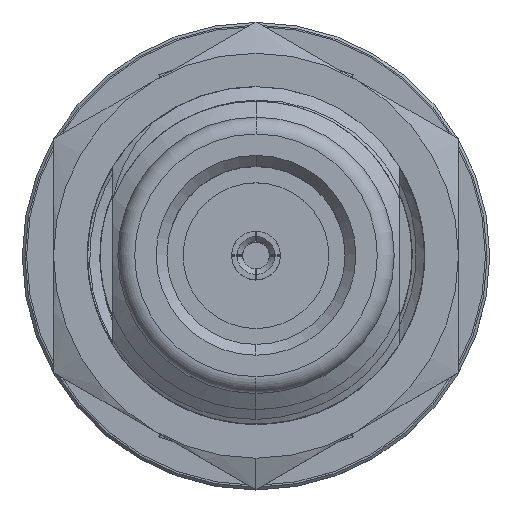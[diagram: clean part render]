
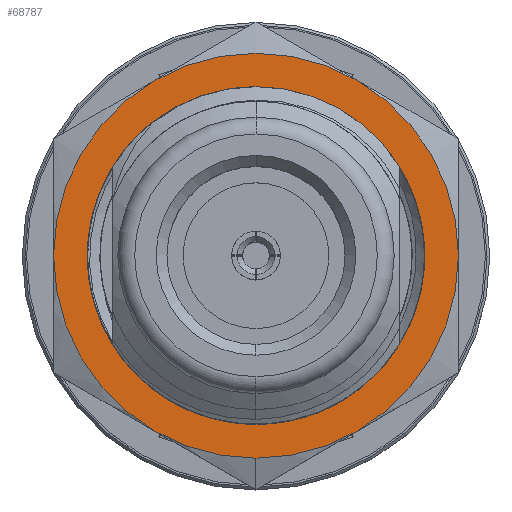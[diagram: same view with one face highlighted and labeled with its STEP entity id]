
A CAD part, top view. The second image highlights one B-rep face of the part: STEP entity #68787.
In plain terms, the highlighted face is planar.
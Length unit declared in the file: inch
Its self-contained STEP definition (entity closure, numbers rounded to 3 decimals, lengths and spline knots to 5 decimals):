
#3835 = DIRECTION ( 'NONE',  ( 0., 0., -1. ) ) ;
#4097 = EDGE_CURVE ( 'NONE', #12222, #109328, #52476, .T. ) ;
#4845 = DIRECTION ( 'NONE',  ( 1., 0., 0. ) ) ;
#8571 = CIRCLE ( 'NONE', #84832, 0.375 ) ;
#8962 = ORIENTED_EDGE ( 'NONE', *, *, #140590, .F. ) ;
#12222 = VERTEX_POINT ( 'NONE', #51087 ) ;
#18391 = CIRCLE ( 'NONE', #110542, 0.375 ) ;
#21698 = DIRECTION ( 'NONE',  ( 0., 0., -1. ) ) ;
#22389 = CIRCLE ( 'NONE', #59195, 0.3125 ) ;
#22810 = CARTESIAN_POINT ( 'NONE',  ( 1.033, 0., 0. ) ) ;
#25924 = DIRECTION ( 'NONE',  ( 0., 0., -1. ) ) ;
#26426 = DIRECTION ( 'NONE',  ( 1., 0., 0. ) ) ;
#27558 = ORIENTED_EDGE ( 'NONE', *, *, #138628, .T. ) ;
#28844 = DIRECTION ( 'NONE',  ( 0., 0., -1. ) ) ;
#30580 = CARTESIAN_POINT ( 'NONE',  ( 1.033, 0., 0. ) ) ;
#30968 = ORIENTED_EDGE ( 'NONE', *, *, #4097, .T. ) ;
#31964 = DIRECTION ( 'NONE',  ( 0., 0., -1. ) ) ;
#33903 = CIRCLE ( 'NONE', #80513, 0.375 ) ;
#34192 = EDGE_CURVE ( 'NONE', #152955, #104555, #40464, .T. ) ;
#34389 = CARTESIAN_POINT ( 'NONE',  ( 1.033, 0., 0. ) ) ;
#35377 = CARTESIAN_POINT ( 'NONE',  ( 1.033, 0., 0. ) ) ;
#40464 = CIRCLE ( 'NONE', #130936, 0.3125 ) ;
#40926 = DIRECTION ( 'NONE',  ( 1., 0., 0. ) ) ;
#42372 = CARTESIAN_POINT ( 'NONE',  ( 1.033, -0.375, 0. ) ) ;
#43931 = FACE_OUTER_BOUND ( 'NONE', #108360, .T. ) ;
#48533 = AXIS2_PLACEMENT_3D ( 'NONE', #108367, #26426, #25924 ) ;
#51087 = CARTESIAN_POINT ( 'NONE',  ( 1.033, 0., -0.375 ) ) ;
#51875 = CARTESIAN_POINT ( 'NONE',  ( 1.033, 0.1875, -0.32476 ) ) ;
#52476 = CIRCLE ( 'NONE', #110883, 0.375 ) ;
#56593 = CARTESIAN_POINT ( 'NONE',  ( 1.033, 0., -0.3125 ) ) ;
#57458 = DIRECTION ( 'NONE',  ( 0., 0., -1. ) ) ;
#58164 = DIRECTION ( 'NONE',  ( 1., 0., 0. ) ) ;
#58888 = VERTEX_POINT ( 'NONE', #66394 ) ;
#59195 = AXIS2_PLACEMENT_3D ( 'NONE', #93786, #130572, #57458 ) ;
#63271 = CARTESIAN_POINT ( 'NONE',  ( 1.033, 0., 0. ) ) ;
#63273 = DIRECTION ( 'NONE',  ( 1., 0., 0. ) ) ;
#65611 = PLANE ( 'NONE',  #108690 ) ;
#66394 = CARTESIAN_POINT ( 'NONE',  ( 1.033, -0.1875, -0.32476 ) ) ;
#68764 = CARTESIAN_POINT ( 'NONE',  ( 1.033, 0., 0. ) ) ;
#68787 = ADVANCED_FACE ( 'NONE', ( #112562, #43931 ), #65611, .T. ) ;
#70727 = VERTEX_POINT ( 'NONE', #77664 ) ;
#75672 = DIRECTION ( 'NONE',  ( 0., 0., -1. ) ) ;
#77664 = CARTESIAN_POINT ( 'NONE',  ( 1.033, -0.1875, 0.32476 ) ) ;
#80513 = AXIS2_PLACEMENT_3D ( 'NONE', #22810, #106735, #141434 ) ;
#81464 = EDGE_LOOP ( 'NONE', ( #8962, #91805, #145705 ) ) ;
#84832 = AXIS2_PLACEMENT_3D ( 'NONE', #35377, #107972, #143184 ) ;
#87128 = EDGE_CURVE ( 'NONE', #94539, #70727, #18391, .T. ) ;
#88482 = ORIENTED_EDGE ( 'NONE', *, *, #103372, .T. ) ;
#88961 = DIRECTION ( 'NONE',  ( 1., 0., 0. ) ) ;
#90860 = AXIS2_PLACEMENT_3D ( 'NONE', #111502, #63273, #3835 ) ;
#91805 = ORIENTED_EDGE ( 'NONE', *, *, #34192, .F. ) ;
#93786 = CARTESIAN_POINT ( 'NONE',  ( 1.033, 0., 0. ) ) ;
#94539 = VERTEX_POINT ( 'NONE', #97112 ) ;
#95211 = ORIENTED_EDGE ( 'NONE', *, *, #144139, .T. ) ;
#95861 = ORIENTED_EDGE ( 'NONE', *, *, #136402, .T. ) ;
#96694 = CIRCLE ( 'NONE', #90860, 0.375 ) ;
#96742 = VERTEX_POINT ( 'NONE', #150291 ) ;
#97112 = CARTESIAN_POINT ( 'NONE',  ( 1.033, 0.1875, 0.32476 ) ) ;
#102992 = DIRECTION ( 'NONE',  ( 1., 0., 0. ) ) ;
#103372 = EDGE_CURVE ( 'NONE', #70727, #116614, #8571, .T. ) ;
#103996 = CARTESIAN_POINT ( 'NONE',  ( 1.033, 0., 0. ) ) ;
#104555 = VERTEX_POINT ( 'NONE', #126835 ) ;
#104888 = ORIENTED_EDGE ( 'NONE', *, *, #87128, .T. ) ;
#106735 = DIRECTION ( 'NONE',  ( 1., 0., 0. ) ) ;
#107972 = DIRECTION ( 'NONE',  ( 1., 0., 0. ) ) ;
#108360 = EDGE_LOOP ( 'NONE', ( #95861, #30968, #27558, #114353, #104888, #88482, #95211 ) ) ;
#108367 = CARTESIAN_POINT ( 'NONE',  ( 1.033, 0., 0. ) ) ;
#108690 = AXIS2_PLACEMENT_3D ( 'NONE', #112829, #88961, #28844 ) ;
#109328 = VERTEX_POINT ( 'NONE', #51875 ) ;
#110542 = AXIS2_PLACEMENT_3D ( 'NONE', #103996, #102992, #31964 ) ;
#110797 = CIRCLE ( 'NONE', #141430, 0.3125 ) ;
#110883 = AXIS2_PLACEMENT_3D ( 'NONE', #34389, #58164, #117811 ) ;
#111502 = CARTESIAN_POINT ( 'NONE',  ( 1.033, 0., 0. ) ) ;
#112562 = FACE_BOUND ( 'NONE', #81464, .T. ) ;
#112829 = CARTESIAN_POINT ( 'NONE',  ( 1.033, 0., 0. ) ) ;
#114353 = ORIENTED_EDGE ( 'NONE', *, *, #130829, .T. ) ;
#116614 = VERTEX_POINT ( 'NONE', #42372 ) ;
#117811 = DIRECTION ( 'NONE',  ( 0., 0., -1. ) ) ;
#122996 = EDGE_CURVE ( 'NONE', #139921, #152955, #110797, .T. ) ;
#126835 = CARTESIAN_POINT ( 'NONE',  ( 1.033, 0.09165, -0.29876 ) ) ;
#130572 = DIRECTION ( 'NONE',  ( 1., 0., 0. ) ) ;
#130829 = EDGE_CURVE ( 'NONE', #96742, #94539, #132367, .T. ) ;
#130936 = AXIS2_PLACEMENT_3D ( 'NONE', #30580, #40926, #147235 ) ;
#132367 = CIRCLE ( 'NONE', #144617, 0.375 ) ;
#136402 = EDGE_CURVE ( 'NONE', #58888, #12222, #33903, .T. ) ;
#136885 = CIRCLE ( 'NONE', #48533, 0.375 ) ;
#138628 = EDGE_CURVE ( 'NONE', #109328, #96742, #96694, .T. ) ;
#139921 = VERTEX_POINT ( 'NONE', #152519 ) ;
#140590 = EDGE_CURVE ( 'NONE', #104555, #139921, #22389, .T. ) ;
#141430 = AXIS2_PLACEMENT_3D ( 'NONE', #63271, #4845, #75672 ) ;
#141434 = DIRECTION ( 'NONE',  ( 0., 0., -1. ) ) ;
#143184 = DIRECTION ( 'NONE',  ( 0., 0., -1. ) ) ;
#144139 = EDGE_CURVE ( 'NONE', #116614, #58888, #136885, .T. ) ;
#144617 = AXIS2_PLACEMENT_3D ( 'NONE', #68764, #151711, #21698 ) ;
#145705 = ORIENTED_EDGE ( 'NONE', *, *, #122996, .F. ) ;
#147235 = DIRECTION ( 'NONE',  ( 0., 0., -1. ) ) ;
#150291 = CARTESIAN_POINT ( 'NONE',  ( 1.033, 0.375, 0. ) ) ;
#151711 = DIRECTION ( 'NONE',  ( 1., 0., 0. ) ) ;
#152519 = CARTESIAN_POINT ( 'NONE',  ( 1.033, -0.14645, -0.27606 ) ) ;
#152955 = VERTEX_POINT ( 'NONE', #56593 ) ;
